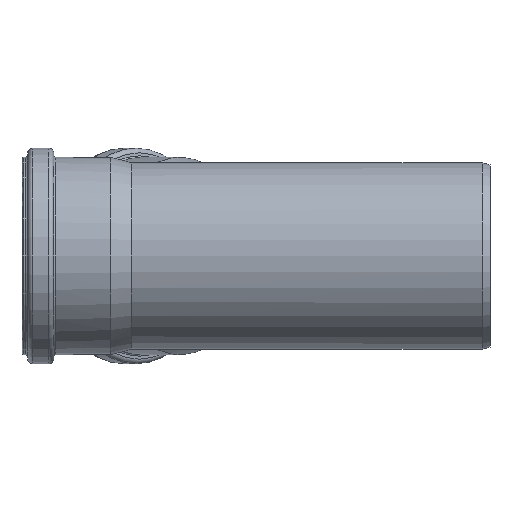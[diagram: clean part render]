
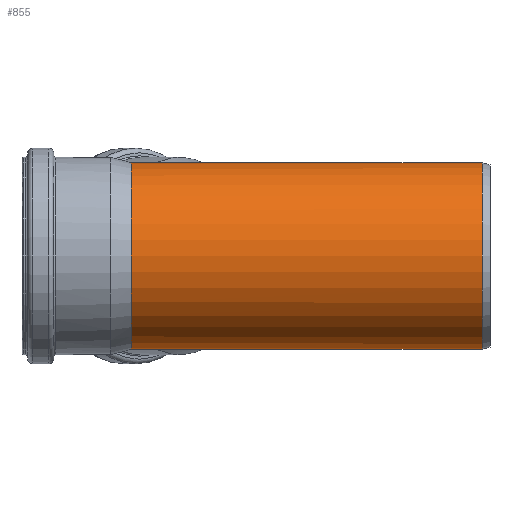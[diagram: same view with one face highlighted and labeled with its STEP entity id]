
A CAD part, left-side view. The second image highlights one B-rep face of the part: STEP entity #855.
In plain terms, the highlighted cylindrical face has radius 55.15 mm (diameter 110.3 mm), a full revolution.
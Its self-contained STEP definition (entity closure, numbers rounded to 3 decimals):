
#81=FACE_BOUND('',#322,.T.);
#137=CIRCLE('',#960,55.15);
#138=CIRCLE('',#962,55.15);
#170=ELLIPSE('',#898,146.347,55.15);
#173=ELLIPSE('',#901,59.854,55.15);
#175=ELLIPSE('',#903,146.347,55.15);
#227=FACE_OUTER_BOUND('',#321,.T.);
#321=EDGE_LOOP('',(#733,#734,#735,#736,#737,#738));
#322=EDGE_LOOP('',(#739));
#405=B_SPLINE_CURVE_WITH_KNOTS('',3,(#1601,#1602,#1603,#1604,#1605,#1606,
#1607,#1608),.UNSPECIFIED.,.F.,.F.,(4,2,2,4),(0.641,0.642,
0.65,0.659),.UNSPECIFIED.);
#411=B_SPLINE_CURVE_WITH_KNOTS('',3,(#1804,#1805,#1806,#1807,#1808,#1809),
 .UNSPECIFIED.,.F.,.F.,(4,2,4),(0.,0.01,0.017),
 .UNSPECIFIED.);
#435=VERTEX_POINT('',#1595);
#436=VERTEX_POINT('',#1600);
#438=VERTEX_POINT('',#1686);
#439=VERTEX_POINT('',#1729);
#442=VERTEX_POINT('',#1774);
#443=VERTEX_POINT('',#1803);
#471=VERTEX_POINT('',#1950);
#526=EDGE_CURVE('',#436,#435,#405,.T.);
#529=EDGE_CURVE('',#436,#438,#170,.T.);
#532=EDGE_CURVE('',#438,#439,#173,.T.);
#536=EDGE_CURVE('',#443,#442,#411,.T.);
#540=EDGE_CURVE('',#439,#442,#175,.T.);
#569=EDGE_CURVE('',#443,#435,#137,.T.);
#570=EDGE_CURVE('',#471,#471,#138,.T.);
#733=ORIENTED_EDGE('',*,*,#526,.T.);
#734=ORIENTED_EDGE('',*,*,#569,.F.);
#735=ORIENTED_EDGE('',*,*,#536,.T.);
#736=ORIENTED_EDGE('',*,*,#540,.F.);
#737=ORIENTED_EDGE('',*,*,#532,.F.);
#738=ORIENTED_EDGE('',*,*,#529,.F.);
#739=ORIENTED_EDGE('',*,*,#570,.T.);
#806=CYLINDRICAL_SURFACE('',#961,55.15);
#855=ADVANCED_FACE('',(#227,#81),#806,.T.);
#898=AXIS2_PLACEMENT_3D('',#1687,#1052,#1053);
#901=AXIS2_PLACEMENT_3D('',#1731,#1058,#1059);
#903=AXIS2_PLACEMENT_3D('',#1865,#1062,#1063);
#960=AXIS2_PLACEMENT_3D('',#1948,#1176,#1177);
#961=AXIS2_PLACEMENT_3D('',#1949,#1178,#1179);
#962=AXIS2_PLACEMENT_3D('',#1951,#1180,#1181);
#1052=DIRECTION('center_axis',(0.926,-0.377,0.));
#1053=DIRECTION('ref_axis',(0.377,0.926,0.));
#1058=DIRECTION('center_axis',(0.389,0.921,0.));
#1059=DIRECTION('ref_axis',(0.921,-0.389,0.));
#1062=DIRECTION('center_axis',(0.926,-0.377,0.));
#1063=DIRECTION('ref_axis',(0.377,0.926,0.));
#1176=DIRECTION('center_axis',(0.,1.,0.));
#1177=DIRECTION('ref_axis',(1.,0.,0.));
#1178=DIRECTION('center_axis',(0.,1.,0.));
#1179=DIRECTION('ref_axis',(-1.,0.,0.));
#1180=DIRECTION('center_axis',(0.,1.,0.));
#1181=DIRECTION('ref_axis',(1.,0.,0.));
#1595=CARTESIAN_POINT('',(51.59,212.389,19.494));
#1600=CARTESIAN_POINT('',(51.644,212.339,19.351));
#1601=CARTESIAN_POINT('Ctrl Pts',(51.644,212.339,19.351));
#1602=CARTESIAN_POINT('Ctrl Pts',(51.642,212.342,19.354));
#1603=CARTESIAN_POINT('Ctrl Pts',(51.641,212.344,19.357));
#1604=CARTESIAN_POINT('Ctrl Pts',(51.633,212.36,19.38));
#1605=CARTESIAN_POINT('Ctrl Pts',(51.625,212.371,19.4));
#1606=CARTESIAN_POINT('Ctrl Pts',(51.608,212.386,19.446));
#1607=CARTESIAN_POINT('Ctrl Pts',(51.599,212.389,19.47));
#1608=CARTESIAN_POINT('Ctrl Pts',(51.59,212.389,19.494));
#1686=CARTESIAN_POINT('',(0.,85.4,55.15));
#1687=CARTESIAN_POINT('Origin',(0.,85.4,0.));
#1729=CARTESIAN_POINT('',(0.,85.4,-55.15));
#1731=CARTESIAN_POINT('Origin',(0.,85.4,0.));
#1774=CARTESIAN_POINT('',(51.644,212.339,-19.351));
#1803=CARTESIAN_POINT('',(51.59,212.389,-19.494));
#1804=CARTESIAN_POINT('Ctrl Pts',(51.59,212.389,-19.494));
#1805=CARTESIAN_POINT('Ctrl Pts',(51.602,212.389,-19.462));
#1806=CARTESIAN_POINT('Ctrl Pts',(51.614,212.383,-19.431));
#1807=CARTESIAN_POINT('Ctrl Pts',(51.631,212.362,-19.383));
#1808=CARTESIAN_POINT('Ctrl Pts',(51.638,212.352,-19.367));
#1809=CARTESIAN_POINT('Ctrl Pts',(51.644,212.339,-19.351));
#1865=CARTESIAN_POINT('Origin',(0.,85.4,0.));
#1948=CARTESIAN_POINT('Origin',(0.,212.389,
0.));
#1949=CARTESIAN_POINT('Origin',(0.,108.449,
0.));
#1950=CARTESIAN_POINT('',(-55.15,4.5,0.));
#1951=CARTESIAN_POINT('Origin',(0.,4.5,
0.));
